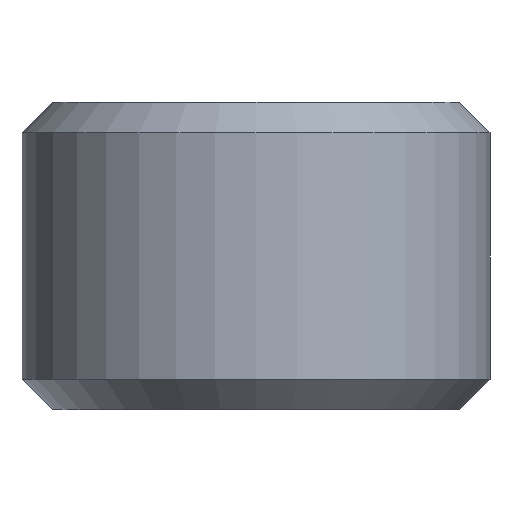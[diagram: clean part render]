
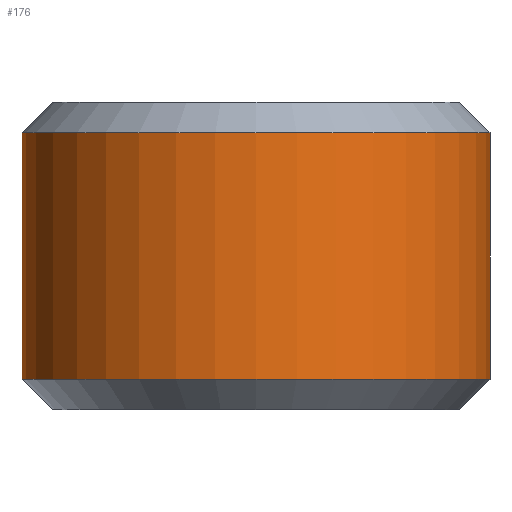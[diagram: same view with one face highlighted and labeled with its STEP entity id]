
A CAD part, front view. The second image highlights one B-rep face of the part: STEP entity #176.
In plain terms, the highlighted cylindrical face has radius 3.8 mm (diameter 7.6 mm), a partial arc.
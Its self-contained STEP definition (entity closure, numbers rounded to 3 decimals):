
#2 = CYLINDRICAL_SURFACE ( 'NONE', #228, 3.8 ) ;
#6 = EDGE_CURVE ( 'NONE', #173, #301, #256, .T. ) ;
#14 = ORIENTED_EDGE ( 'NONE', *, *, #225, .T. ) ;
#22 = DIRECTION ( 'NONE',  ( 0., 0., 1. ) ) ;
#28 = DIRECTION ( 'NONE',  ( 0., 0., -1. ) ) ;
#29 = DIRECTION ( 'NONE',  ( 0., 0., -1. ) ) ;
#31 = VECTOR ( 'NONE', #101, 1000. ) ;
#40 = DIRECTION ( 'NONE',  ( 1., 0., 0. ) ) ;
#43 = AXIS2_PLACEMENT_3D ( 'NONE', #265, #29, #74 ) ;
#44 = CIRCLE ( 'NONE', #43, 3.8 ) ;
#51 = EDGE_CURVE ( 'NONE', #277, #301, #251, .T. ) ;
#69 = DIRECTION ( 'NONE',  ( 0., 0., -1. ) ) ;
#74 = DIRECTION ( 'NONE',  ( 1., 0., 0. ) ) ;
#84 = ORIENTED_EDGE ( 'NONE', *, *, #276, .T. ) ;
#87 = CARTESIAN_POINT ( 'NONE',  ( 3.8, 0., 4.5 ) ) ;
#101 = DIRECTION ( 'NONE',  ( 0., 0., -1. ) ) ;
#107 = CARTESIAN_POINT ( 'NONE',  ( 3.8, 0., 0.5 ) ) ;
#123 = CARTESIAN_POINT ( 'NONE',  ( -3.8, 0., 0.5 ) ) ;
#124 = EDGE_LOOP ( 'NONE', ( #284, #14, #84, #151 ) ) ;
#146 = DIRECTION ( 'NONE',  ( -1., 0., 0. ) ) ;
#151 = ORIENTED_EDGE ( 'NONE', *, *, #6, .T. ) ;
#157 = CARTESIAN_POINT ( 'NONE',  ( -3.8, 0., 4.5 ) ) ;
#165 = VECTOR ( 'NONE', #69, 1000. ) ;
#173 = VERTEX_POINT ( 'NONE', #123 ) ;
#176 = ADVANCED_FACE ( 'NONE', ( #195 ), #2, .T. ) ;
#185 = LINE ( 'NONE', #298, #31 ) ;
#195 = FACE_OUTER_BOUND ( 'NONE', #124, .T. ) ;
#200 = CARTESIAN_POINT ( 'NONE',  ( 0., 0., 5. ) ) ;
#209 = CARTESIAN_POINT ( 'NONE',  ( 0., 0., 0.5 ) ) ;
#211 = AXIS2_PLACEMENT_3D ( 'NONE', #209, #22, #40 ) ;
#225 = EDGE_CURVE ( 'NONE', #277, #295, #44, .T. ) ;
#228 = AXIS2_PLACEMENT_3D ( 'NONE', #200, #28, #146 ) ;
#251 = LINE ( 'NONE', #291, #165 ) ;
#256 = CIRCLE ( 'NONE', #211, 3.8 ) ;
#265 = CARTESIAN_POINT ( 'NONE',  ( 0., 0., 4.5 ) ) ;
#276 = EDGE_CURVE ( 'NONE', #295, #173, #185, .T. ) ;
#277 = VERTEX_POINT ( 'NONE', #87 ) ;
#284 = ORIENTED_EDGE ( 'NONE', *, *, #51, .F. ) ;
#291 = CARTESIAN_POINT ( 'NONE',  ( 3.8, 0., 5. ) ) ;
#295 = VERTEX_POINT ( 'NONE', #157 ) ;
#298 = CARTESIAN_POINT ( 'NONE',  ( -3.8, 0., 5. ) ) ;
#301 = VERTEX_POINT ( 'NONE', #107 ) ;
